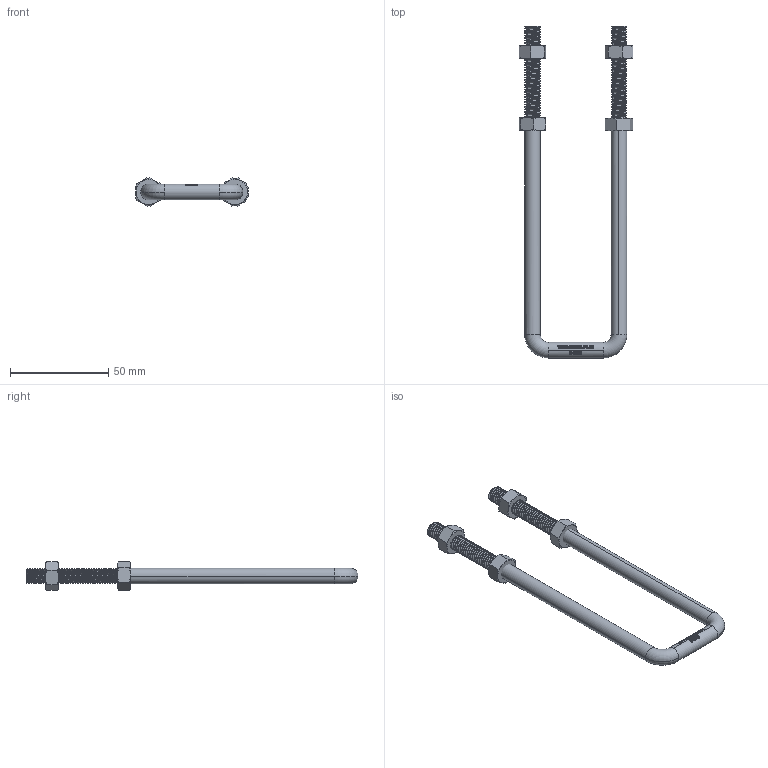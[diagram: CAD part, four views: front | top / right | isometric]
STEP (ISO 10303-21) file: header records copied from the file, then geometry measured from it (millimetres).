
FILE_DESCRIPTION (( 'STEP AP214' ), '1' );
FILE_NAME ('04229-Long Reach U Bolt Stainless Steel M8.STEP', '2018-10-14T21:59:10', ( '' ), ( '' ), 'SwSTEP 2.0', 'SolidWorks 2018', '' );
FILE_SCHEMA (( 'AUTOMOTIVE_DESIGN' ));
Length unit declared in the file: millimetre
Products named in the file (3): 4229 SS Long Reach U Bolt for 4221; M8 Nut; 04229-Long Reach U Bolt Stainless Steel M8
Assembly tree (5 placements, depth 2):
  04229-Long Reach U Bolt Stainless Steel M8
    4229 SS Long Reach U Bolt for 4221
    M8 Nut  x4
Bounding box: 57.85 x 169 x 14.73 mm (x, y, z)
Volume: 20146.2 mm3; surface area: 13085.9 mm2
Topology: 5 solids, 5 shells, 545 faces, 1477 edges, 968 vertices
Faces by surface type: cylinder 206, bspline 164, plane 115, cone 56, torus 4
Entity records: 43212 total; most frequent: CARTESIAN_POINT 33461, ORIENTED_EDGE 2630, EDGE_CURVE 1315, DIRECTION 1168, VERTEX_POINT 872, B_SPLINE_CURVE_WITH_KNOTS 537, EDGE_LOOP 501, FACE_OUTER_BOUND 473
